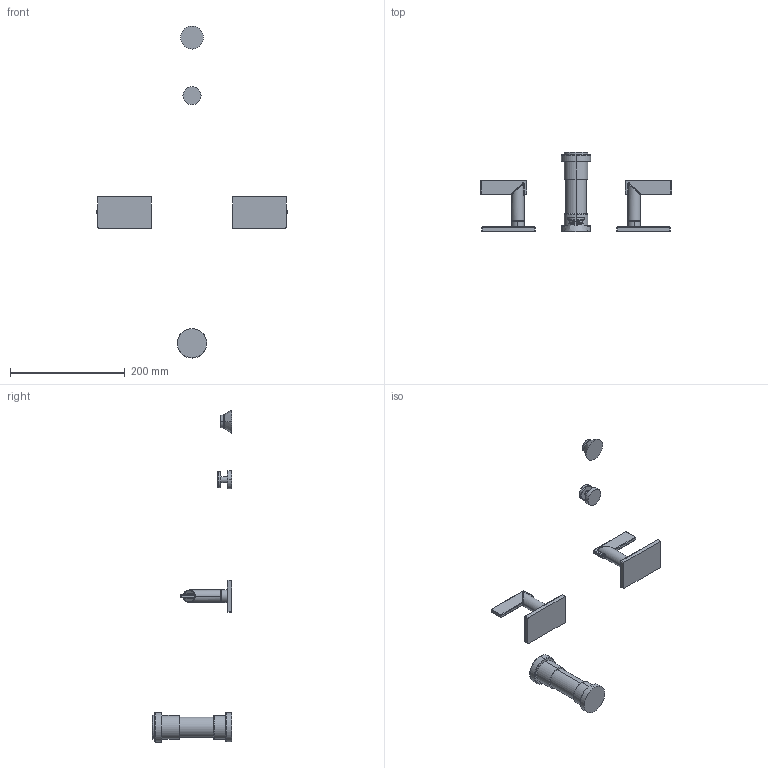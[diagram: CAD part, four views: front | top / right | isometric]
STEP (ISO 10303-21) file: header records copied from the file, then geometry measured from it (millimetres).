
FILE_DESCRIPTION((''),'2;1');
FILE_NAME('2549','2021-01-29T13:21:49',('jinson.thomas'),(''),'CREO PARAMETRIC BY PTC INC, 2018400','CREO PARAMETRIC BY PTC INC, 2018400','');
FILE_SCHEMA(('CONFIG_CONTROL_DESIGN'));
Length unit declared in the file: inch
Products named in the file (1): 2549
Bounding box: 333.25 x 138.3 x 579.12 mm (x, y, z)
Volume: 357591.6 mm3; surface area: 76858 mm2
Topology: 5 solids, 6 shells, 292 faces, 661 edges, 397 vertices
Faces by surface type: cylinder 113, plane 77, bspline 39, sphere 24, torus 24, cone 15
Entity records: 12011 total; most frequent: CARTESIAN_POINT 5561, DIRECTION 1367, ORIENTED_EDGE 1318, EDGE_CURVE 659, AXIS2_PLACEMENT_3D 551, VERTEX_POINT 397, EDGE_LOOP 310, CIRCLE 298
